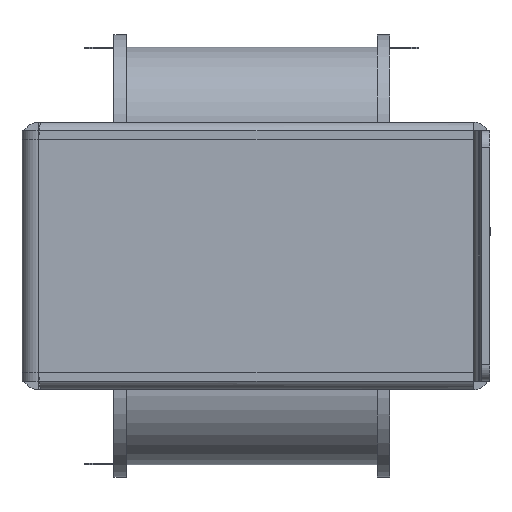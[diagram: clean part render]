
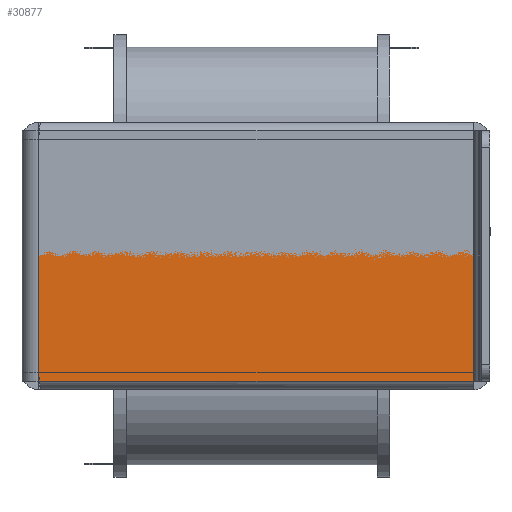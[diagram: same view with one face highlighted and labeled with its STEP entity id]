
A CAD part, left-side view. The second image highlights one B-rep face of the part: STEP entity #30877.
In plain terms, the highlighted planar face has unit normal (-1, 0, 0).
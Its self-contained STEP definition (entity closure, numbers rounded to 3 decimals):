
#2117 = CARTESIAN_POINT ( 'NONE',  ( -35., 52., 0. ) ) ;
#2147 = CARTESIAN_POINT ( 'NONE',  ( -35., -330., 29. ) ) ;
#2988 = AXIS2_PLACEMENT_3D ( 'NONE', #14409, #6815, #17304 ) ;
#3774 = LINE ( 'NONE', #2117, #6248 ) ;
#4624 = VECTOR ( 'NONE', #21807, 1000. ) ;
#5884 = EDGE_LOOP ( 'NONE', ( #18308, #25134, #21529, #15784 ) ) ;
#6248 = VECTOR ( 'NONE', #24864, 1000. ) ;
#6654 = FACE_OUTER_BOUND ( 'NONE', #5884, .T. ) ;
#6815 = DIRECTION ( 'NONE',  ( -1., 0., 0. ) ) ;
#8975 = CARTESIAN_POINT ( 'NONE',  ( -35., 0., 0. ) ) ;
#10053 = CARTESIAN_POINT ( 'NONE',  ( -35., 0., 29. ) ) ;
#10754 = CARTESIAN_POINT ( 'NONE',  ( -35., 0., 0. ) ) ;
#10924 = EDGE_CURVE ( 'NONE', #29829, #19666, #26759, .T. ) ;
#12710 = DIRECTION ( 'NONE',  ( 0., 1., 0. ) ) ;
#13206 = VECTOR ( 'NONE', #24191, 1000. ) ;
#13792 = LINE ( 'NONE', #8975, #4624 ) ;
#14409 = CARTESIAN_POINT ( 'NONE',  ( -35., 0., 0. ) ) ;
#15497 = VECTOR ( 'NONE', #12710, 1000. ) ;
#15784 = ORIENTED_EDGE ( 'NONE', *, *, #10924, .F. ) ;
#15880 = EDGE_CURVE ( 'NONE', #29169, #27063, #25661, .T. ) ;
#17304 = DIRECTION ( 'NONE',  ( 0., -1., 0. ) ) ;
#18308 = ORIENTED_EDGE ( 'NONE', *, *, #26795, .F. ) ;
#19260 = CARTESIAN_POINT ( 'NONE',  ( -35., 53., 0. ) ) ;
#19380 = CARTESIAN_POINT ( 'NONE',  ( -35., 52., 29. ) ) ;
#19666 = VERTEX_POINT ( 'NONE', #25251 ) ;
#21529 = ORIENTED_EDGE ( 'NONE', *, *, #26122, .T. ) ;
#21807 = DIRECTION ( 'NONE',  ( 0., 0., -1. ) ) ;
#24191 = DIRECTION ( 'NONE',  ( 0., 1., 0. ) ) ;
#24864 = DIRECTION ( 'NONE',  ( 0., 0., -1. ) ) ;
#25134 = ORIENTED_EDGE ( 'NONE', *, *, #15880, .T. ) ;
#25251 = CARTESIAN_POINT ( 'NONE',  ( -35., 52., 0. ) ) ;
#25661 = LINE ( 'NONE', #2147, #15497 ) ;
#26122 = EDGE_CURVE ( 'NONE', #27063, #19666, #3774, .T. ) ;
#26759 = LINE ( 'NONE', #19260, #13206 ) ;
#26795 = EDGE_CURVE ( 'NONE', #29169, #29829, #13792, .T. ) ;
#27063 = VERTEX_POINT ( 'NONE', #19380 ) ;
#27375 = PLANE ( 'NONE',  #2988 ) ;
#29169 = VERTEX_POINT ( 'NONE', #10053 ) ;
#29829 = VERTEX_POINT ( 'NONE', #10754 ) ;
#30877 = ADVANCED_FACE ( 'NONE', ( #6654 ), #27375, .T. ) ;
